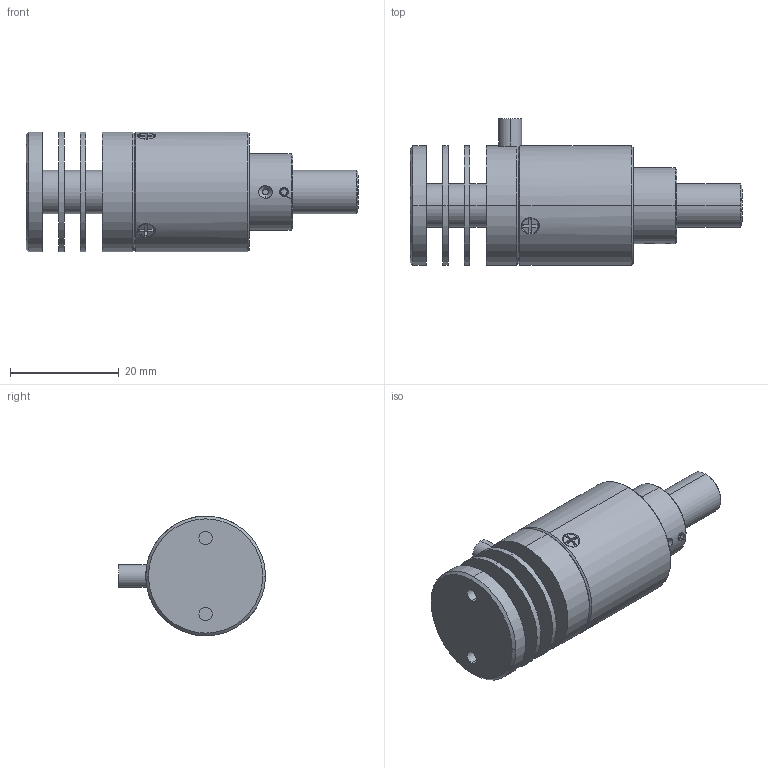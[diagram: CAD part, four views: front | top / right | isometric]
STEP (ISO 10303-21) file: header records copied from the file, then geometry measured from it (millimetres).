
FILE_DESCRIPTION (( 'STEP AP214' ), '1' );
FILE_NAME ('21873.step', '2022-08-25T15:43:16', ( '' ), ( '' ), 'SwSTEP 2.0', 'SolidWorks 2021', '' );
FILE_SCHEMA (( 'AUTOMOTIVE_DESIGN' ));
Length unit declared in the file: inch
Products named in the file (1): 21873
Bounding box: 61 x 27 x 22 mm (x, y, z)
Surface area: 6026.6 mm2 (no closed solid volume)
Topology: 0 solids, 2 shells, 127 faces, 309 edges, 202 vertices
Faces by surface type: plane 69, cylinder 36, cone 22
Entity records: 4127 total; most frequent: CARTESIAN_POINT 1031, DIRECTION 645, ORIENTED_EDGE 614, EDGE_CURVE 309, AXIS2_PLACEMENT_3D 225, VERTEX_POINT 202, VECTOR 195, LINE 195
